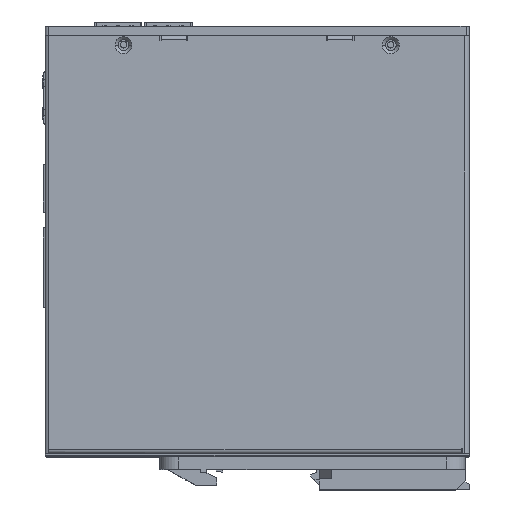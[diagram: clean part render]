
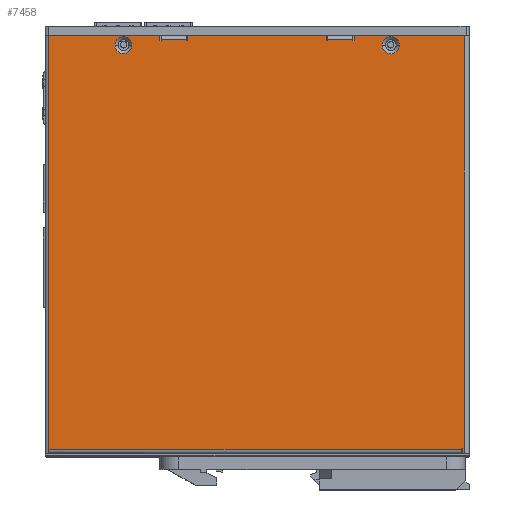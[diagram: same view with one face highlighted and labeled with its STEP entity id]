
A CAD part, top view. The second image highlights one B-rep face of the part: STEP entity #7458.
In plain terms, the highlighted face is planar.
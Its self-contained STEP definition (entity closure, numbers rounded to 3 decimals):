
#4517=DIRECTION('',(-1.,0.,0.));
#4518=VECTOR('',#4517,8.);
#4519=CARTESIAN_POINT('',(-28.838,-95.726,
0.));
#4520=LINE('',#4519,#4518);
#4525=DIRECTION('',(0.,-1.,0.));
#4526=VECTOR('',#4525,1.6);
#4527=CARTESIAN_POINT('',(-28.338,-95.226,0.));
#4528=LINE('',#4527,#4526);
#4529=DIRECTION('',(1.,0.,0.));
#4530=VECTOR('',#4529,44.);
#4531=CARTESIAN_POINT('',(-28.338,-96.826,0.));
#4532=LINE('',#4531,#4530);
#4533=DIRECTION('',(0.,1.,0.));
#4534=VECTOR('',#4533,1.6);
#4535=CARTESIAN_POINT('',(15.662,-96.826,0.));
#4536=LINE('',#4535,#4534);
#4537=DIRECTION('',(1.,0.,0.));
#4538=VECTOR('',#4537,0.5);
#4539=CARTESIAN_POINT('',(15.662,-95.226,0.));
#4540=LINE('',#4539,#4538);
#4541=DIRECTION('',(0.,-1.,0.));
#4542=VECTOR('',#4541,0.5);
#4543=CARTESIAN_POINT('',(16.162,-95.226,0.));
#4544=LINE('',#4543,#4542);
#4545=DIRECTION('',(0.,1.,0.));
#4546=VECTOR('',#4545,0.5);
#4547=CARTESIAN_POINT('',(24.162,-95.726,0.));
#4548=LINE('',#4547,#4546);
#4549=DIRECTION('',(1.,0.,0.));
#4550=VECTOR('',#4549,0.5);
#4551=CARTESIAN_POINT('',(24.162,-95.226,0.));
#4552=LINE('',#4551,#4550);
#4553=DIRECTION('',(0.,-1.,0.));
#4554=VECTOR('',#4553,1.6);
#4555=CARTESIAN_POINT('',(24.662,-95.226,0.));
#4556=LINE('',#4555,#4554);
#4557=DIRECTION('',(1.,0.,0.));
#4558=VECTOR('',#4557,35.);
#4559=CARTESIAN_POINT('',(24.662,-96.826,0.));
#4560=LINE('',#4559,#4558);
#4561=DIRECTION('',(-1.,0.,0.));
#4562=VECTOR('',#4561,0.514);
#4563=CARTESIAN_POINT('',(59.662,36.174,0.));
#4564=LINE('',#4563,#4562);
#4565=DIRECTION('',(0.,-1.,0.));
#4566=VECTOR('',#4565,1.7);
#4567=CARTESIAN_POINT('',(59.148,36.174,0.));
#4568=LINE('',#4567,#4566);
#4569=DIRECTION('',(-1.,0.,0.));
#4570=VECTOR('',#4569,0.5);
#4571=CARTESIAN_POINT('',(59.148,34.474,0.));
#4572=LINE('',#4571,#4570);
#4573=DIRECTION('',(0.,1.,0.));
#4574=VECTOR('',#4573,0.5);
#4575=CARTESIAN_POINT('',(58.648,34.474,0.));
#4576=LINE('',#4575,#4574);
#4577=DIRECTION('',(1.,0.,0.));
#4578=VECTOR('',#4577,35.3);
#4579=CARTESIAN_POINT('',(-72.638,-96.826,0.));
#4580=LINE('',#4579,#4578);
#4581=DIRECTION('',(0.,1.,0.));
#4582=VECTOR('',#4581,1.6);
#4583=CARTESIAN_POINT('',(-37.338,-96.826,0.));
#4584=LINE('',#4583,#4582);
#4585=DIRECTION('',(1.,0.,0.));
#4586=VECTOR('',#4585,0.5);
#4587=CARTESIAN_POINT('',(-37.338,-95.226,0.));
#4588=LINE('',#4587,#4586);
#4589=DIRECTION('',(0.,-1.,0.));
#4590=VECTOR('',#4589,0.5);
#4591=CARTESIAN_POINT('',(-36.838,-95.226,
0.));
#4592=LINE('',#4591,#4590);
#4593=DIRECTION('',(0.,1.,0.));
#4594=VECTOR('',#4593,0.5);
#4595=CARTESIAN_POINT('',(-28.838,-95.726,
0.));
#4596=LINE('',#4595,#4594);
#4597=DIRECTION('',(1.,0.,0.));
#4598=VECTOR('',#4597,0.5);
#4599=CARTESIAN_POINT('',(-28.838,-95.226,
0.));
#4600=LINE('',#4599,#4598);
#4601=CARTESIAN_POINT('',(-48.867,-93.826,0.));
#4602=DIRECTION('',(0.,0.,-1.));
#4603=DIRECTION('',(-1.,0.,0.));
#4604=AXIS2_PLACEMENT_3D('',#4601,#4602,#4603);
#4606=CARTESIAN_POINT('',(-48.867,-93.826,0.));
#4607=DIRECTION('',(0.,0.,-1.));
#4608=DIRECTION('',(1.,0.,0.));
#4609=AXIS2_PLACEMENT_3D('',#4606,#4607,#4608);
#4611=CARTESIAN_POINT('',(36.207,-93.826,0.));
#4612=DIRECTION('',(0.,0.,-1.));
#4613=DIRECTION('',(-1.,0.,0.));
#4614=AXIS2_PLACEMENT_3D('',#4611,#4612,#4613);
#4616=CARTESIAN_POINT('',(36.207,-93.826,0.));
#4617=DIRECTION('',(0.,0.,-1.));
#4618=DIRECTION('',(1.,0.,0.));
#4619=AXIS2_PLACEMENT_3D('',#4616,#4617,#4618);
#5005=DIRECTION('',(1.,0.,0.));
#5006=VECTOR('',#5005,131.286);
#5007=CARTESIAN_POINT('',(-72.638,34.974,0.));
#5008=LINE('',#5007,#5006);
#5146=DIRECTION('',(0.,1.,0.));
#5147=VECTOR('',#5146,131.8);
#5148=CARTESIAN_POINT('',(-72.638,-96.826,0.));
#5149=LINE('',#5148,#5147);
#5158=DIRECTION('',(0.,-1.,0.));
#5159=VECTOR('',#5158,133.);
#5160=CARTESIAN_POINT('',(59.662,36.174,0.));
#5161=LINE('',#5160,#5159);
#5244=DIRECTION('',(-1.,0.,0.));
#5245=VECTOR('',#5244,8.);
#5246=CARTESIAN_POINT('',(24.162,-95.726,0.));
#5247=LINE('',#5246,#5245);
#6022=CARTESIAN_POINT('',(-72.638,-96.826,0.));
#6023=VERTEX_POINT('',#6022);
#6096=CARTESIAN_POINT('',(-28.838,-95.226,
0.));
#6097=VERTEX_POINT('',#6096);
#6098=CARTESIAN_POINT('',(-28.338,-95.226,0.));
#6099=VERTEX_POINT('',#6098);
#6100=CARTESIAN_POINT('',(-28.838,-95.726,
0.));
#6101=VERTEX_POINT('',#6100);
#6126=CARTESIAN_POINT('',(-36.838,-95.726,
0.));
#6127=VERTEX_POINT('',#6126);
#6128=CARTESIAN_POINT('',(-28.338,-96.826,0.));
#6129=VERTEX_POINT('',#6128);
#6130=CARTESIAN_POINT('',(15.662,-96.826,0.));
#6131=VERTEX_POINT('',#6130);
#6132=CARTESIAN_POINT('',(15.662,-95.226,0.));
#6133=VERTEX_POINT('',#6132);
#6134=CARTESIAN_POINT('',(16.162,-95.226,0.));
#6135=VERTEX_POINT('',#6134);
#6136=CARTESIAN_POINT('',(16.162,-95.726,0.));
#6137=VERTEX_POINT('',#6136);
#6138=CARTESIAN_POINT('',(24.162,-95.726,0.));
#6139=VERTEX_POINT('',#6138);
#6140=CARTESIAN_POINT('',(24.162,-95.226,0.));
#6141=VERTEX_POINT('',#6140);
#6142=CARTESIAN_POINT('',(24.662,-95.226,0.));
#6143=VERTEX_POINT('',#6142);
#6144=CARTESIAN_POINT('',(24.662,-96.826,0.));
#6145=VERTEX_POINT('',#6144);
#6146=CARTESIAN_POINT('',(59.662,-96.826,0.));
#6147=VERTEX_POINT('',#6146);
#6148=CARTESIAN_POINT('',(59.662,36.174,0.));
#6149=VERTEX_POINT('',#6148);
#6150=CARTESIAN_POINT('',(59.148,36.174,0.));
#6151=VERTEX_POINT('',#6150);
#6152=CARTESIAN_POINT('',(59.148,34.474,0.));
#6153=VERTEX_POINT('',#6152);
#6154=CARTESIAN_POINT('',(58.648,34.474,0.));
#6155=VERTEX_POINT('',#6154);
#6156=CARTESIAN_POINT('',(58.648,34.974,0.));
#6157=VERTEX_POINT('',#6156);
#6158=CARTESIAN_POINT('',(-72.638,34.974,0.));
#6159=VERTEX_POINT('',#6158);
#6160=CARTESIAN_POINT('',(-37.338,-96.826,0.));
#6161=VERTEX_POINT('',#6160);
#6162=CARTESIAN_POINT('',(-37.338,-95.226,0.));
#6163=VERTEX_POINT('',#6162);
#6164=CARTESIAN_POINT('',(-36.838,-95.226,
0.));
#6165=VERTEX_POINT('',#6164);
#6166=CARTESIAN_POINT('',(-51.567,-93.826,0.));
#6167=CARTESIAN_POINT('',(-46.167,-93.826,0.));
#6168=VERTEX_POINT('',#6166);
#6169=VERTEX_POINT('',#6167);
#6170=CARTESIAN_POINT('',(33.507,-93.826,0.));
#6171=CARTESIAN_POINT('',(38.907,-93.826,0.));
#6172=VERTEX_POINT('',#6170);
#6173=VERTEX_POINT('',#6171);
#7394=CARTESIAN_POINT('',(-73.838,-96.826,0.));
#7395=DIRECTION('',(0.,0.,1.));
#7396=DIRECTION('',(1.,0.,0.));
#7397=AXIS2_PLACEMENT_3D('',#7394,#7395,#7396);
#7398=PLANE('',#7397);
#7400=ORIENTED_EDGE('',*,*,#7399,.T.);
#7402=ORIENTED_EDGE('',*,*,#7401,.T.);
#7404=ORIENTED_EDGE('',*,*,#7403,.T.);
#7406=ORIENTED_EDGE('',*,*,#7405,.T.);
#7408=ORIENTED_EDGE('',*,*,#7407,.T.);
#7410=ORIENTED_EDGE('',*,*,#7409,.F.);
#7412=ORIENTED_EDGE('',*,*,#7411,.T.);
#7414=ORIENTED_EDGE('',*,*,#7413,.T.);
#7416=ORIENTED_EDGE('',*,*,#7415,.T.);
#7418=ORIENTED_EDGE('',*,*,#7417,.T.);
#7420=ORIENTED_EDGE('',*,*,#7419,.F.);
#7422=ORIENTED_EDGE('',*,*,#7421,.T.);
#7424=ORIENTED_EDGE('',*,*,#7423,.T.);
#7426=ORIENTED_EDGE('',*,*,#7425,.T.);
#7428=ORIENTED_EDGE('',*,*,#7427,.T.);
#7430=ORIENTED_EDGE('',*,*,#7429,.F.);
#7432=ORIENTED_EDGE('',*,*,#7431,.F.);
#7434=ORIENTED_EDGE('',*,*,#7433,.T.);
#7436=ORIENTED_EDGE('',*,*,#7435,.T.);
#7438=ORIENTED_EDGE('',*,*,#7437,.T.);
#7440=ORIENTED_EDGE('',*,*,#7439,.T.);
#7441=ORIENTED_EDGE('',*,*,#7385,.F.);
#7442=ORIENTED_EDGE('',*,*,#7242,.T.);
#7443=ORIENTED_EDGE('',*,*,#7228,.T.);
#7444=EDGE_LOOP('',(#7400,#7402,#7404,#7406,#7408,#7410,#7412,#7414,#7416,#7418,
#7420,#7422,#7424,#7426,#7428,#7430,#7432,#7434,#7436,#7438,#7440,#7441,#7442,
#7443));
#7445=FACE_OUTER_BOUND('',#7444,.F.);
#7447=ORIENTED_EDGE('',*,*,#7446,.T.);
#7449=ORIENTED_EDGE('',*,*,#7448,.T.);
#7450=EDGE_LOOP('',(#7447,#7449));
#7451=FACE_BOUND('',#7450,.F.);
#7453=ORIENTED_EDGE('',*,*,#7452,.T.);
#7455=ORIENTED_EDGE('',*,*,#7454,.T.);
#7456=EDGE_LOOP('',(#7453,#7455));
#7457=FACE_BOUND('',#7456,.F.);
#4605=CIRCLE('',#4604,2.7);
#4610=CIRCLE('',#4609,2.7);
#4615=CIRCLE('',#4614,2.7);
#4620=CIRCLE('',#4619,2.7);
#7228=EDGE_CURVE('',#6097,#6099,#4600,.T.);
#7242=EDGE_CURVE('',#6101,#6097,#4596,.T.);
#7385=EDGE_CURVE('',#6101,#6127,#4520,.T.);
#7399=EDGE_CURVE('',#6099,#6129,#4528,.T.);
#7401=EDGE_CURVE('',#6129,#6131,#4532,.T.);
#7403=EDGE_CURVE('',#6131,#6133,#4536,.T.);
#7405=EDGE_CURVE('',#6133,#6135,#4540,.T.);
#7407=EDGE_CURVE('',#6135,#6137,#4544,.T.);
#7409=EDGE_CURVE('',#6139,#6137,#5247,.T.);
#7411=EDGE_CURVE('',#6139,#6141,#4548,.T.);
#7413=EDGE_CURVE('',#6141,#6143,#4552,.T.);
#7415=EDGE_CURVE('',#6143,#6145,#4556,.T.);
#7417=EDGE_CURVE('',#6145,#6147,#4560,.T.);
#7419=EDGE_CURVE('',#6149,#6147,#5161,.T.);
#7421=EDGE_CURVE('',#6149,#6151,#4564,.T.);
#7423=EDGE_CURVE('',#6151,#6153,#4568,.T.);
#7425=EDGE_CURVE('',#6153,#6155,#4572,.T.);
#7427=EDGE_CURVE('',#6155,#6157,#4576,.T.);
#7429=EDGE_CURVE('',#6159,#6157,#5008,.T.);
#7431=EDGE_CURVE('',#6023,#6159,#5149,.T.);
#7433=EDGE_CURVE('',#6023,#6161,#4580,.T.);
#7435=EDGE_CURVE('',#6161,#6163,#4584,.T.);
#7437=EDGE_CURVE('',#6163,#6165,#4588,.T.);
#7439=EDGE_CURVE('',#6165,#6127,#4592,.T.);
#7446=EDGE_CURVE('',#6168,#6169,#4605,.T.);
#7448=EDGE_CURVE('',#6169,#6168,#4610,.T.);
#7452=EDGE_CURVE('',#6172,#6173,#4615,.T.);
#7454=EDGE_CURVE('',#6173,#6172,#4620,.T.);
#7458=ADVANCED_FACE('',(#7445,#7451,#7457),#7398,.F.);
